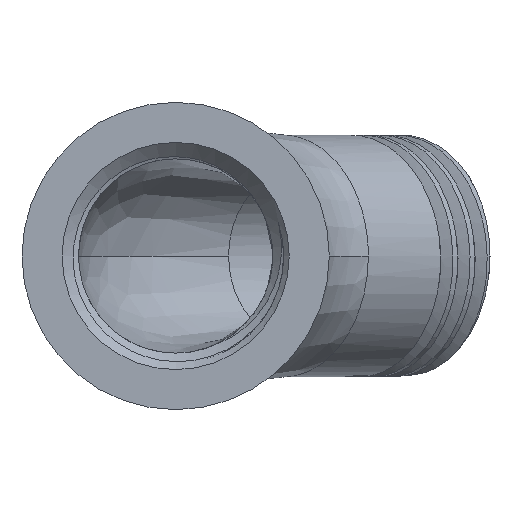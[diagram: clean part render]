
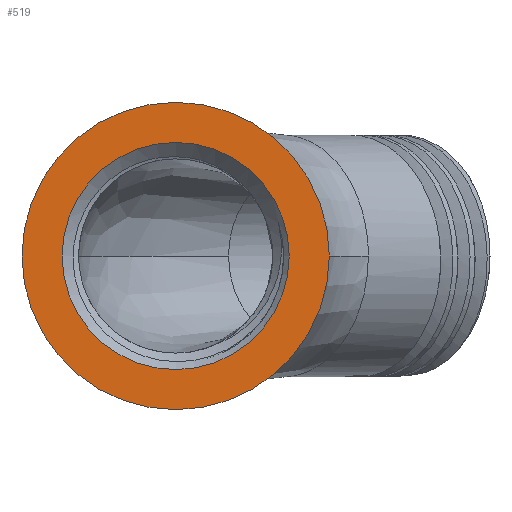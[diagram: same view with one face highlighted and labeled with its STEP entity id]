
A CAD part, front view. The second image highlights one B-rep face of the part: STEP entity #519.
In plain terms, the highlighted planar face has unit normal (0, -1, 0).
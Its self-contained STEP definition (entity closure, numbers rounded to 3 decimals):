
#25=CIRCLE('',#552,14.);
#26=CIRCLE('',#553,10.35);
#183=ORIENTED_EDGE('',*,*,#339,.T.);
#184=ORIENTED_EDGE('',*,*,#340,.T.);
#339=EDGE_CURVE('',#416,#416,#25,.T.);
#340=EDGE_CURVE('',#417,#417,#26,.T.);
#416=VERTEX_POINT('',#3743);
#417=VERTEX_POINT('',#3745);
#455=EDGE_LOOP('',(#183));
#456=EDGE_LOOP('',(#184));
#485=FACE_BOUND('',#455,.T.);
#486=FACE_BOUND('',#456,.T.);
#509=PLANE('',#551);
#519=ADVANCED_FACE('',(#485,#486),#509,.T.);
#551=AXIS2_PLACEMENT_3D('',#3741,#588,#589);
#552=AXIS2_PLACEMENT_3D('',#3742,#590,#591);
#553=AXIS2_PLACEMENT_3D('',#3744,#592,#593);
#588=DIRECTION('',(0.,-1.,0.));
#589=DIRECTION('',(0.,0.,-1.));
#590=DIRECTION('',(0.,-1.,0.));
#591=DIRECTION('',(0.,0.,-1.));
#592=DIRECTION('',(0.,1.,0.));
#593=DIRECTION('',(0.,0.,-1.));
#3741=CARTESIAN_POINT('',(8.85,0.,0.));
#3742=CARTESIAN_POINT('',(0.,0.,0.));
#3743=CARTESIAN_POINT('',(0.,0.,-14.));
#3744=CARTESIAN_POINT('',(0.,0.,0.));
#3745=CARTESIAN_POINT('',(0.,0.,-10.35));
